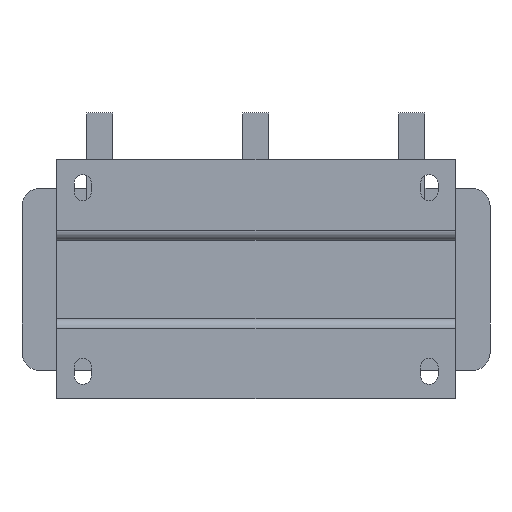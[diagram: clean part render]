
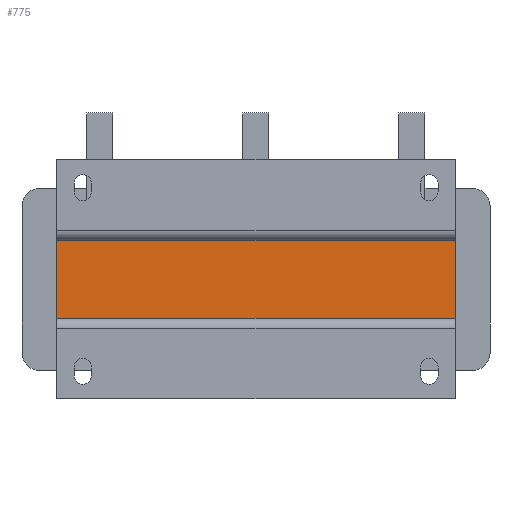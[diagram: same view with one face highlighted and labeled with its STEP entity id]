
A CAD part, front view. The second image highlights one B-rep face of the part: STEP entity #775.
In plain terms, the highlighted planar face has unit normal (0, -1, 0).
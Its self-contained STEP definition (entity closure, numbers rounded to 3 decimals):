
#775=ADVANCED_FACE('',(#2129),#2131,.F.);
#2129=FACE_BOUND('',#2130,.T.);
#2130=EDGE_LOOP('',(#3216,#3217,#3218,#3219));
#2131=PLANE('',#2132);
#2132=AXIS2_PLACEMENT_3D('',#2133,#2134,#2135);
#2133=CARTESIAN_POINT('',(0.,-35.,0.));
#2134=DIRECTION('',(-0.,1.,0.));
#2135=DIRECTION('',(1.,0.,0.));
#3216=ORIENTED_EDGE('',*,*,#3875,.F.);
#3217=ORIENTED_EDGE('',*,*,#3933,.F.);
#3218=ORIENTED_EDGE('',*,*,#3891,.F.);
#3219=ORIENTED_EDGE('',*,*,#3934,.F.);
#3875=EDGE_CURVE('',#4436,#4438,#4439,.T.);
#3891=EDGE_CURVE('',#4466,#4468,#4469,.T.);
#3933=EDGE_CURVE('',#4468,#4436,#4533,.T.);
#3934=EDGE_CURVE('',#4438,#4466,#4534,.T.);
#4436=VERTEX_POINT('',#5538);
#4438=VERTEX_POINT('',#5542);
#4439=LINE('',#5543,#5544);
#4466=VERTEX_POINT('',#5604);
#4468=VERTEX_POINT('',#5608);
#4469=LINE('',#5609,#5610);
#4533=LINE('',#5767,#5768);
#4534=LINE('',#5770,#5771);
#5538=CARTESIAN_POINT('',(115.,-35.,-7.5));
#5542=CARTESIAN_POINT('',(115.,-35.,-52.5));
#5543=CARTESIAN_POINT('',(115.,-35.,-7.5));
#5544=VECTOR('',#5545,1.);
#5545=DIRECTION('',(0.,0.,-1.));
#5604=CARTESIAN_POINT('',(-115.,-35.,-52.5));
#5608=CARTESIAN_POINT('',(-115.,-35.,-7.5));
#5609=CARTESIAN_POINT('',(-115.,-35.,-52.5));
#5610=VECTOR('',#5611,1.);
#5611=DIRECTION('',(0.,0.,1.));
#5767=CARTESIAN_POINT('',(-115.,-35.,-7.5));
#5768=VECTOR('',#5769,1.);
#5769=DIRECTION('',(1.,0.,0.));
#5770=CARTESIAN_POINT('',(115.,-35.,-52.5));
#5771=VECTOR('',#5772,1.);
#5772=DIRECTION('',(-1.,0.,0.));
